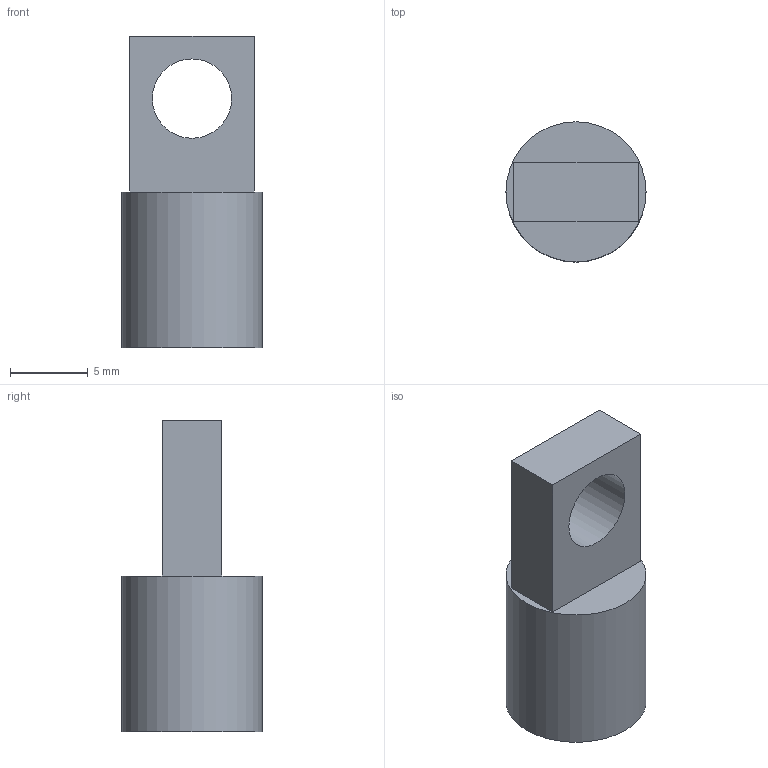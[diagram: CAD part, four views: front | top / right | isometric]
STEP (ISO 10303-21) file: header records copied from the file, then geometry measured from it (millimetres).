
FILE_DESCRIPTION(/* description */ (''),/* implementation_level */ '2;1');
FILE_NAME(/* name */ 'coupler v2.step',/* time_stamp */ '2021-12-24T17:07:45-05:00',/* author */ (''),/* organization */ (''),/* preprocessor_version */ 'ST-DEVELOPER v18.1',/* originating_system */ 'Autodesk Translation Framework v10.10.0.1391',/* authorisation */ '');
FILE_SCHEMA (('AUTOMOTIVE_DESIGN { 1 0 10303 214 3 1 1 }'));
Length unit declared in the file: millimetre
Products named in the file (1): coupler
Bounding box: 9 x 9 x 20 mm (x, y, z)
Volume: 685.8 mm3; surface area: 807.4 mm2
Topology: 1 solids, 1 shells, 11 faces, 21 edges, 14 vertices
Faces by surface type: plane 8, cylinder 3
Full cylindrical faces by diameter (mm): 5 x1, 5.1 x1, 9 x1
Entity records: 318 total; most frequent: DIRECTION 51, CARTESIAN_POINT 47, ORIENTED_EDGE 42, EDGE_CURVE 21, AXIS2_PLACEMENT_3D 18, EDGE_LOOP 15, LINE 15, VECTOR 15
